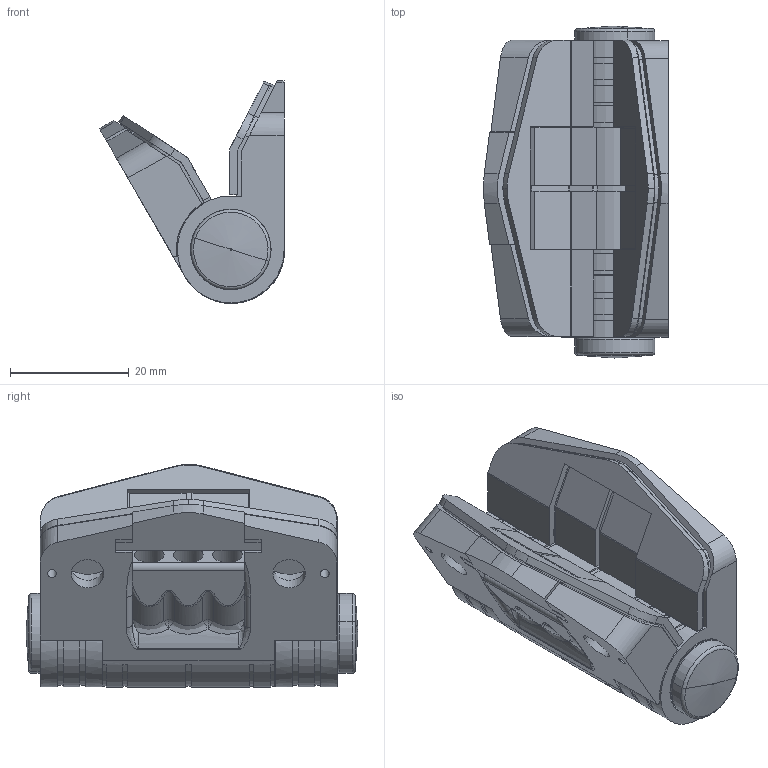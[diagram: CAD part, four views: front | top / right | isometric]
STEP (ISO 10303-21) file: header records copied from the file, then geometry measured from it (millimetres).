
FILE_DESCRIPTION (( 'STEP AP214' ), '1' );
FILE_NAME ('2599.2.0.41.STEP', '2017-07-18T11:07:39', ( '' ), ( '' ), 'SwSTEP 2.0', 'SolidWorks 2017', '' );
FILE_SCHEMA (( 'AUTOMOTIVE_DESIGN' ));
Length unit declared in the file: millimetre
Products named in the file (12): 10; 9; 8; 7; 6; 5; 4; 3; 2; 1; 2599.2.0.41; 11
Assembly tree (11 placements, depth 2):
  2599.2.0.41
    1
    2
    3
    4
    5
    6
    7
    8
    9
    10
    11
Bounding box: 31.22 x 56 x 37.6 mm (x, y, z)
Volume: 19280.3 mm3; surface area: 22148.6 mm2
Topology: 11 solids, 11 shells, 803 faces, 2306 edges, 1509 vertices
Faces by surface type: plane 347, cylinder 245, torus 107, bspline 51, cone 44, sphere 9
Entity records: 35481 total; most frequent: CARTESIAN_POINT 13873, ORIENTED_EDGE 4596, DIRECTION 4446, EDGE_CURVE 2298, AXIS2_PLACEMENT_3D 1625, VERTEX_POINT 1506, VECTOR 1196, LINE 1196
